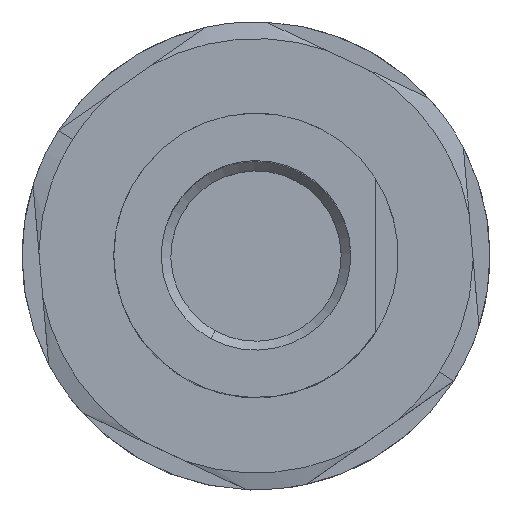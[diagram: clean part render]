
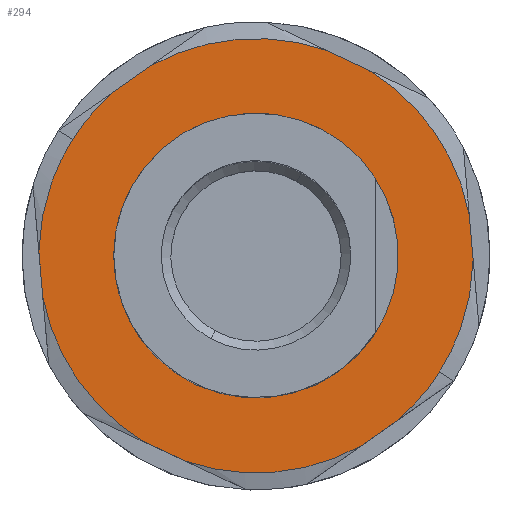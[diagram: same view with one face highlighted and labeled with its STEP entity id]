
A CAD part, top view. The second image highlights one B-rep face of the part: STEP entity #294.
In plain terms, the highlighted planar face has unit normal (0, 0, 1).
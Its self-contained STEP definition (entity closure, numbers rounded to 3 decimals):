
#54=AXIS2_PLACEMENT_3D('Circle Axis2P3D',#52,#53,$) ;
#109=AXIS2_PLACEMENT_3D('Circle Axis2P3D',#107,#108,$) ;
#132=AXIS2_PLACEMENT_3D('Plane Axis2P3D',#129,#130,#131) ;
#49=CARTESIAN_POINT('Vertex',(15.658,10.267,42.3)) ;
#52=CARTESIAN_POINT('Axis2P3D Location',(9.75,9.75,42.3)) ;
#56=CARTESIAN_POINT('Vertex',(3.843,9.233,42.3)) ;
#107=CARTESIAN_POINT('Axis2P3D Location',(9.75,9.75,42.3)) ;
#129=CARTESIAN_POINT('Axis2P3D Location',(9.75,9.75,42.3)) ;
#135=CARTESIAN_POINT('Control Point',(17.393,4.904,42.3)) ;
#136=CARTESIAN_POINT('Control Point',(17.112,4.461,42.3)) ;
#137=CARTESIAN_POINT('Control Point',(16.8,4.039,42.3)) ;
#138=CARTESIAN_POINT('Control Point',(16.457,3.64,42.3)) ;
#139=CARTESIAN_POINT('Control Point',(16.086,3.267,42.3)) ;
#140=CARTESIAN_POINT('Control Point',(15.691,2.923,42.3)) ;
#141=CARTESIAN_POINT('Vertex',(17.393,4.904,42.3)) ;
#143=CARTESIAN_POINT('Vertex',(15.691,2.923,42.3)) ;
#147=CARTESIAN_POINT('Control Point',(18.799,9.588,42.3)) ;
#148=CARTESIAN_POINT('Control Point',(18.783,8.704,42.3)) ;
#149=CARTESIAN_POINT('Control Point',(18.659,7.822,42.3)) ;
#150=CARTESIAN_POINT('Control Point',(18.428,6.959,42.3)) ;
#151=CARTESIAN_POINT('Control Point',(18.053,6.034,42.3)) ;
#152=CARTESIAN_POINT('Control Point',(17.56,5.175,42.3)) ;
#153=CARTESIAN_POINT('Control Point',(17.506,5.084,42.3)) ;
#154=CARTESIAN_POINT('Control Point',(17.45,4.993,42.3)) ;
#155=CARTESIAN_POINT('Control Point',(17.393,4.904,42.3)) ;
#156=CARTESIAN_POINT('Vertex',(18.799,9.588,42.3)) ;
#159=CARTESIAN_POINT('Line Origine',(18.716,10.535,42.3)) ;
#163=CARTESIAN_POINT('Vertex',(18.633,11.481,42.3)) ;
#167=CARTESIAN_POINT('Control Point',(14.415,17.505,42.3)) ;
#168=CARTESIAN_POINT('Control Point',(15.173,17.05,42.3)) ;
#169=CARTESIAN_POINT('Control Point',(15.875,16.501,42.3)) ;
#170=CARTESIAN_POINT('Control Point',(16.506,15.87,42.3)) ;
#171=CARTESIAN_POINT('Control Point',(17.444,14.666,42.3)) ;
#172=CARTESIAN_POINT('Control Point',(18.111,13.3,42.3)) ;
#173=CARTESIAN_POINT('Control Point',(18.338,12.708,42.3)) ;
#174=CARTESIAN_POINT('Control Point',(18.513,12.1,42.3)) ;
#175=CARTESIAN_POINT('Control Point',(18.633,11.481,42.3)) ;
#176=CARTESIAN_POINT('Vertex',(14.415,17.505,42.3)) ;
#179=CARTESIAN_POINT('Line Origine',(13.554,17.907,42.3)) ;
#183=CARTESIAN_POINT('Vertex',(12.693,18.308,42.3)) ;
#187=CARTESIAN_POINT('Control Point',(5.366,17.667,42.3)) ;
#188=CARTESIAN_POINT('Control Point',(6.14,18.096,42.3)) ;
#189=CARTESIAN_POINT('Control Point',(6.966,18.43,42.3)) ;
#190=CARTESIAN_POINT('Control Point',(7.829,18.661,42.3)) ;
#191=CARTESIAN_POINT('Control Point',(9.34,18.872,42.3)) ;
#192=CARTESIAN_POINT('Control Point',(10.857,18.766,42.3)) ;
#193=CARTESIAN_POINT('Control Point',(11.483,18.667,42.3)) ;
#194=CARTESIAN_POINT('Control Point',(12.097,18.513,42.3)) ;
#195=CARTESIAN_POINT('Control Point',(12.693,18.308,42.3)) ;
#196=CARTESIAN_POINT('Vertex',(5.366,17.667,42.3)) ;
#199=CARTESIAN_POINT('Line Origine',(4.588,17.123,42.3)) ;
#203=CARTESIAN_POINT('Vertex',(3.81,16.578,42.3)) ;
#207=CARTESIAN_POINT('Control Point',(2.107,14.597,42.3)) ;
#208=CARTESIAN_POINT('Control Point',(2.388,15.039,42.3)) ;
#209=CARTESIAN_POINT('Control Point',(2.701,15.462,42.3)) ;
#210=CARTESIAN_POINT('Control Point',(3.044,15.861,42.3)) ;
#211=CARTESIAN_POINT('Control Point',(3.414,16.234,42.3)) ;
#212=CARTESIAN_POINT('Control Point',(3.81,16.578,42.3)) ;
#213=CARTESIAN_POINT('Vertex',(2.107,14.597,42.3)) ;
#217=CARTESIAN_POINT('Control Point',(0.702,9.912,42.3)) ;
#218=CARTESIAN_POINT('Control Point',(0.717,10.796,42.3)) ;
#219=CARTESIAN_POINT('Control Point',(0.841,11.678,42.3)) ;
#220=CARTESIAN_POINT('Control Point',(1.073,12.541,42.3)) ;
#221=CARTESIAN_POINT('Control Point',(1.447,13.466,42.3)) ;
#222=CARTESIAN_POINT('Control Point',(1.941,14.325,42.3)) ;
#223=CARTESIAN_POINT('Control Point',(1.995,14.416,42.3)) ;
#224=CARTESIAN_POINT('Control Point',(2.05,14.507,42.3)) ;
#225=CARTESIAN_POINT('Control Point',(2.107,14.597,42.3)) ;
#226=CARTESIAN_POINT('Vertex',(0.702,9.912,42.3)) ;
#229=CARTESIAN_POINT('Line Origine',(0.784,8.966,42.3)) ;
#233=CARTESIAN_POINT('Vertex',(0.867,8.019,42.3)) ;
#237=CARTESIAN_POINT('Control Point',(5.086,1.995,42.3)) ;
#238=CARTESIAN_POINT('Control Point',(4.328,2.451,42.3)) ;
#239=CARTESIAN_POINT('Control Point',(3.626,2.999,42.3)) ;
#240=CARTESIAN_POINT('Control Point',(2.994,3.631,42.3)) ;
#241=CARTESIAN_POINT('Control Point',(2.056,4.834,42.3)) ;
#242=CARTESIAN_POINT('Control Point',(1.389,6.201,42.3)) ;
#243=CARTESIAN_POINT('Control Point',(1.162,6.792,42.3)) ;
#244=CARTESIAN_POINT('Control Point',(0.988,7.401,42.3)) ;
#245=CARTESIAN_POINT('Control Point',(0.867,8.019,42.3)) ;
#246=CARTESIAN_POINT('Vertex',(5.086,1.995,42.3)) ;
#249=CARTESIAN_POINT('Line Origine',(5.947,1.593,42.3)) ;
#253=CARTESIAN_POINT('Vertex',(6.808,1.192,42.3)) ;
#257=CARTESIAN_POINT('Control Point',(14.134,1.833,42.3)) ;
#258=CARTESIAN_POINT('Control Point',(13.361,1.405,42.3)) ;
#259=CARTESIAN_POINT('Control Point',(12.535,1.071,42.3)) ;
#260=CARTESIAN_POINT('Control Point',(11.672,0.84,42.3)) ;
#261=CARTESIAN_POINT('Control Point',(10.161,0.629,42.3)) ;
#262=CARTESIAN_POINT('Control Point',(8.644,0.735,42.3)) ;
#263=CARTESIAN_POINT('Control Point',(8.018,0.834,42.3)) ;
#264=CARTESIAN_POINT('Control Point',(7.404,0.987,42.3)) ;
#265=CARTESIAN_POINT('Control Point',(6.808,1.192,42.3)) ;
#266=CARTESIAN_POINT('Vertex',(14.134,1.833,42.3)) ;
#269=CARTESIAN_POINT('Line Origine',(14.912,2.378,42.3)) ;
#53=DIRECTION('Axis2P3D Direction',(0.,0.,1.)) ;
#108=DIRECTION('Axis2P3D Direction',(0.,0.,1.)) ;
#130=DIRECTION('Axis2P3D Direction',(0.,0.,1.)) ;
#131=DIRECTION('Axis2P3D XDirection',(0.996,0.087,0.)) ;
#160=DIRECTION('Vector Direction',(0.087,-0.996,0.)) ;
#180=DIRECTION('Vector Direction',(0.906,-0.423,0.)) ;
#200=DIRECTION('Vector Direction',(0.819,0.574,0.)) ;
#230=DIRECTION('Vector Direction',(-0.087,0.996,0.)) ;
#250=DIRECTION('Vector Direction',(-0.906,0.423,0.)) ;
#270=DIRECTION('Vector Direction',(-0.819,-0.574,0.)) ;
#161=VECTOR('Line Direction',#160,1.) ;
#181=VECTOR('Line Direction',#180,1.) ;
#201=VECTOR('Line Direction',#200,1.) ;
#231=VECTOR('Line Direction',#230,1.) ;
#251=VECTOR('Line Direction',#250,1.) ;
#271=VECTOR('Line Direction',#270,1.) ;
#275=ORIENTED_EDGE('',*,*,#145,.F.) ;
#276=ORIENTED_EDGE('',*,*,#158,.F.) ;
#277=ORIENTED_EDGE('',*,*,#165,.F.) ;
#278=ORIENTED_EDGE('',*,*,#178,.F.) ;
#279=ORIENTED_EDGE('',*,*,#185,.F.) ;
#280=ORIENTED_EDGE('',*,*,#198,.F.) ;
#281=ORIENTED_EDGE('',*,*,#205,.F.) ;
#282=ORIENTED_EDGE('',*,*,#215,.F.) ;
#283=ORIENTED_EDGE('',*,*,#228,.F.) ;
#284=ORIENTED_EDGE('',*,*,#235,.F.) ;
#285=ORIENTED_EDGE('',*,*,#248,.F.) ;
#286=ORIENTED_EDGE('',*,*,#255,.F.) ;
#287=ORIENTED_EDGE('',*,*,#268,.F.) ;
#288=ORIENTED_EDGE('',*,*,#273,.F.) ;
#291=ORIENTED_EDGE('',*,*,#111,.F.) ;
#292=ORIENTED_EDGE('',*,*,#58,.F.) ;
#293=FACE_BOUND('',#290,.T.) ;
#294=ADVANCED_FACE('Hauptk\X2\00F6\X0\rper',(#289,#293),#133,.T.) ;
#134=B_SPLINE_CURVE_WITH_KNOTS('',5,(#135,#136,#137,#138,#139,#140),.UNSPECIFIED.,.F.,.U.,(6,6),(7.004,10.711),.UNSPECIFIED.) ;
#146=B_SPLINE_CURVE_WITH_KNOTS('',5,(#147,#148,#149,#150,#151,#152,#153,#154,#155),.UNSPECIFIED.,.F.,.U.,(6,3,6),(0.,6.253,7.004),.UNSPECIFIED.) ;
#166=B_SPLINE_CURVE_WITH_KNOTS('',5,(#167,#168,#169,#170,#171,#172,#173,#174,#175),.UNSPECIFIED.,.F.,.U.,(6,3,6),(0.,6.253,10.711),.UNSPECIFIED.) ;
#186=B_SPLINE_CURVE_WITH_KNOTS('',5,(#187,#188,#189,#190,#191,#192,#193,#194,#195),.UNSPECIFIED.,.F.,.U.,(6,3,6),(0.,6.253,10.711),.UNSPECIFIED.) ;
#206=B_SPLINE_CURVE_WITH_KNOTS('',5,(#207,#208,#209,#210,#211,#212),.UNSPECIFIED.,.F.,.U.,(6,6),(7.004,10.711),.UNSPECIFIED.) ;
#216=B_SPLINE_CURVE_WITH_KNOTS('',5,(#217,#218,#219,#220,#221,#222,#223,#224,#225),.UNSPECIFIED.,.F.,.U.,(6,3,6),(0.,6.253,7.004),.UNSPECIFIED.) ;
#236=B_SPLINE_CURVE_WITH_KNOTS('',5,(#237,#238,#239,#240,#241,#242,#243,#244,#245),.UNSPECIFIED.,.F.,.U.,(6,3,6),(0.,6.253,10.711),.UNSPECIFIED.) ;
#256=B_SPLINE_CURVE_WITH_KNOTS('',5,(#257,#258,#259,#260,#261,#262,#263,#264,#265),.UNSPECIFIED.,.F.,.U.,(6,3,6),(0.,6.253,10.711),.UNSPECIFIED.) ;
#55=CIRCLE('generated circle',#54,5.93) ;
#110=CIRCLE('generated circle',#109,5.93) ;
#58=EDGE_CURVE('',#50,#57,#55,.T.) ;
#111=EDGE_CURVE('',#57,#50,#110,.T.) ;
#145=EDGE_CURVE('',#142,#144,#134,.T.) ;
#158=EDGE_CURVE('',#157,#142,#146,.T.) ;
#165=EDGE_CURVE('',#164,#157,#162,.T.) ;
#178=EDGE_CURVE('',#177,#164,#166,.T.) ;
#185=EDGE_CURVE('',#184,#177,#182,.T.) ;
#198=EDGE_CURVE('',#197,#184,#186,.T.) ;
#205=EDGE_CURVE('',#204,#197,#202,.T.) ;
#215=EDGE_CURVE('',#214,#204,#206,.T.) ;
#228=EDGE_CURVE('',#227,#214,#216,.T.) ;
#235=EDGE_CURVE('',#234,#227,#232,.T.) ;
#248=EDGE_CURVE('',#247,#234,#236,.T.) ;
#255=EDGE_CURVE('',#254,#247,#252,.T.) ;
#268=EDGE_CURVE('',#267,#254,#256,.T.) ;
#273=EDGE_CURVE('',#144,#267,#272,.T.) ;
#274=EDGE_LOOP('',(#275,#276,#277,#278,#279,#280,#281,#282,#283,#284,#285,#286,#287,#288)) ;
#290=EDGE_LOOP('',(#291,#292)) ;
#289=FACE_OUTER_BOUND('',#274,.T.) ;
#162=LINE('Line',#159,#161) ;
#182=LINE('Line',#179,#181) ;
#202=LINE('Line',#199,#201) ;
#232=LINE('Line',#229,#231) ;
#252=LINE('Line',#249,#251) ;
#272=LINE('Line',#269,#271) ;
#133=PLANE('',#132) ;
#50=VERTEX_POINT('',#49) ;
#57=VERTEX_POINT('',#56) ;
#142=VERTEX_POINT('',#141) ;
#144=VERTEX_POINT('',#143) ;
#157=VERTEX_POINT('',#156) ;
#164=VERTEX_POINT('',#163) ;
#177=VERTEX_POINT('',#176) ;
#184=VERTEX_POINT('',#183) ;
#197=VERTEX_POINT('',#196) ;
#204=VERTEX_POINT('',#203) ;
#214=VERTEX_POINT('',#213) ;
#227=VERTEX_POINT('',#226) ;
#234=VERTEX_POINT('',#233) ;
#247=VERTEX_POINT('',#246) ;
#254=VERTEX_POINT('',#253) ;
#267=VERTEX_POINT('',#266) ;
